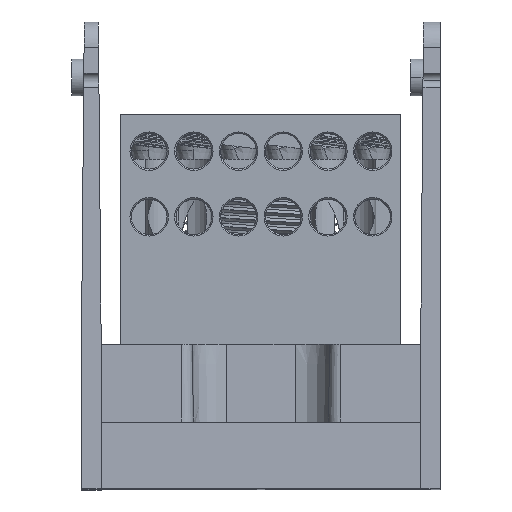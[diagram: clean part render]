
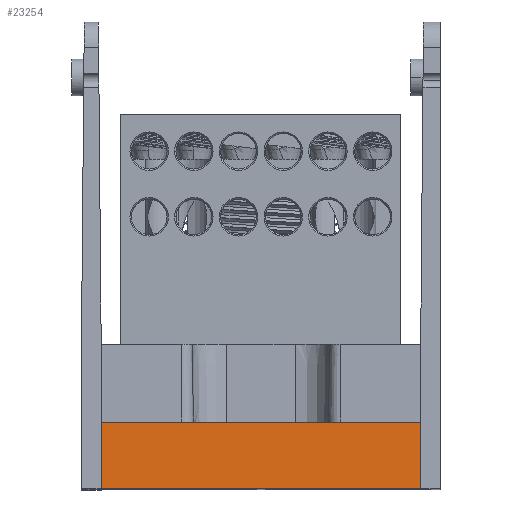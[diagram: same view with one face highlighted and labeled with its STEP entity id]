
A CAD part, top view. The second image highlights one B-rep face of the part: STEP entity #23254.
In plain terms, the highlighted planar face has unit normal (0, -0.035, -0.999).
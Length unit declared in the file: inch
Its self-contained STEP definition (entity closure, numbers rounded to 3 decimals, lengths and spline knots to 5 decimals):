
#228 = CARTESIAN_POINT ( 'NONE',  ( 1.215, 0., 2.75 ) ) ;
#370 = LINE ( 'NONE', #37244, #32890 ) ;
#448 = LINE ( 'NONE', #20397, #15282 ) ;
#467 = CARTESIAN_POINT ( 'NONE',  ( 1.215, 0., 2.75 ) ) ;
#889 = EDGE_CURVE ( 'NONE', #35684, #30613, #370, .T. ) ;
#1437 = DIRECTION ( 'NONE',  ( -1., 0., 0. ) ) ;
#1456 = ORIENTED_EDGE ( 'NONE', *, *, #2396, .T. ) ;
#2059 = CARTESIAN_POINT ( 'NONE',  ( -1.215, 0., 2.75 ) ) ;
#2396 = EDGE_CURVE ( 'NONE', #5907, #30613, #16036, .T. ) ;
#2615 = DIRECTION ( 'NONE',  ( -1., 0., 0. ) ) ;
#5064 = DIRECTION ( 'NONE',  ( 0., 0.035, 0.999 ) ) ;
#5491 = ORIENTED_EDGE ( 'NONE', *, *, #889, .F. ) ;
#5907 = VERTEX_POINT ( 'NONE', #228 ) ;
#8055 = CARTESIAN_POINT ( 'NONE',  ( -1.215, 0., 2.75 ) ) ;
#8116 = PLANE ( 'NONE',  #9049 ) ;
#9049 = AXIS2_PLACEMENT_3D ( 'NONE', #24027, #5064, #27218 ) ;
#10980 = EDGE_CURVE ( 'NONE', #27448, #35684, #448, .T. ) ;
#15282 = VECTOR ( 'NONE', #1437, 39.37008 ) ;
#16036 = LINE ( 'NONE', #2059, #32741 ) ;
#16185 = VECTOR ( 'NONE', #19257, 39.37008 ) ;
#19257 = DIRECTION ( 'NONE',  ( 0., 0.999, -0.035 ) ) ;
#20397 = CARTESIAN_POINT ( 'NONE',  ( -1.215, 0.5, 2.73254 ) ) ;
#20698 = ORIENTED_EDGE ( 'NONE', *, *, #10980, .F. ) ;
#23254 = ADVANCED_FACE ( 'NONE', ( #28003 ), #8116, .F. ) ;
#24027 = CARTESIAN_POINT ( 'NONE',  ( -1.215, 0., 2.75 ) ) ;
#27218 = DIRECTION ( 'NONE',  ( 0., -0.999, 0.035 ) ) ;
#27448 = VERTEX_POINT ( 'NONE', #38541 ) ;
#27970 = LINE ( 'NONE', #467, #16185 ) ;
#28003 = FACE_OUTER_BOUND ( 'NONE', #38425, .T. ) ;
#30613 = VERTEX_POINT ( 'NONE', #8055 ) ;
#32135 = EDGE_CURVE ( 'NONE', #5907, #27448, #27970, .T. ) ;
#32741 = VECTOR ( 'NONE', #2615, 39.37008 ) ;
#32890 = VECTOR ( 'NONE', #37088, 39.37008 ) ;
#35684 = VERTEX_POINT ( 'NONE', #38811 ) ;
#37088 = DIRECTION ( 'NONE',  ( 0., -0.999, 0.035 ) ) ;
#37244 = CARTESIAN_POINT ( 'NONE',  ( -1.215, 0.5, 2.73254 ) ) ;
#38425 = EDGE_LOOP ( 'NONE', ( #5491, #20698, #40712, #1456 ) ) ;
#38541 = CARTESIAN_POINT ( 'NONE',  ( 1.215, 0.5, 2.73254 ) ) ;
#38811 = CARTESIAN_POINT ( 'NONE',  ( -1.215, 0.5, 2.73254 ) ) ;
#40712 = ORIENTED_EDGE ( 'NONE', *, *, #32135, .F. ) ;
